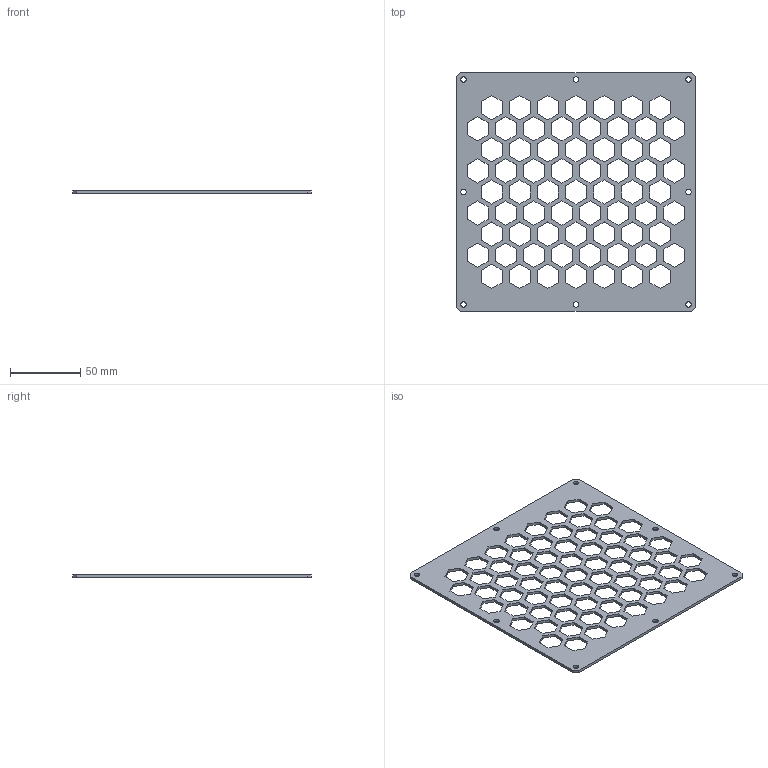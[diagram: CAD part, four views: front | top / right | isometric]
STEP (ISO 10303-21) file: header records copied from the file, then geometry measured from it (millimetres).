
FILE_DESCRIPTION(('STEP AP242'), '1');
FILE_NAME('itemSuspensionOnLancerPlank', '', ('UNSPECIFIED'), ('UNSPECIFIED'), 'C3D Converter', 'C3D Toolkit', '');
FILE_SCHEMA(('AP242_MANAGED_MODEL_BASED_3D_ENGINEERING_MIM_LF { 1 0 10303 442 1 1 4 }'));
Length unit declared in the file: millimetre
Bounding box: 170 x 170 x 2 mm (x, y, z)
Volume: 31452.3 mm3; surface area: 39962.1 mm2
Topology: 1 solids, 1 shells, 420 faces, 1254 edges, 836 vertices
Faces by surface type: plane 412, cylinder 8
Full cylindrical faces by diameter (mm): 4 x8
Entity records: 14129 total; most frequent: CARTESIAN_POINT 2503, ORIENTED_EDGE 2492, DIRECTION 2104, EDGE_CURVE 1246, LINE 1230, VECTOR 1230, VERTEX_POINT 836, EDGE_LOOP 578
